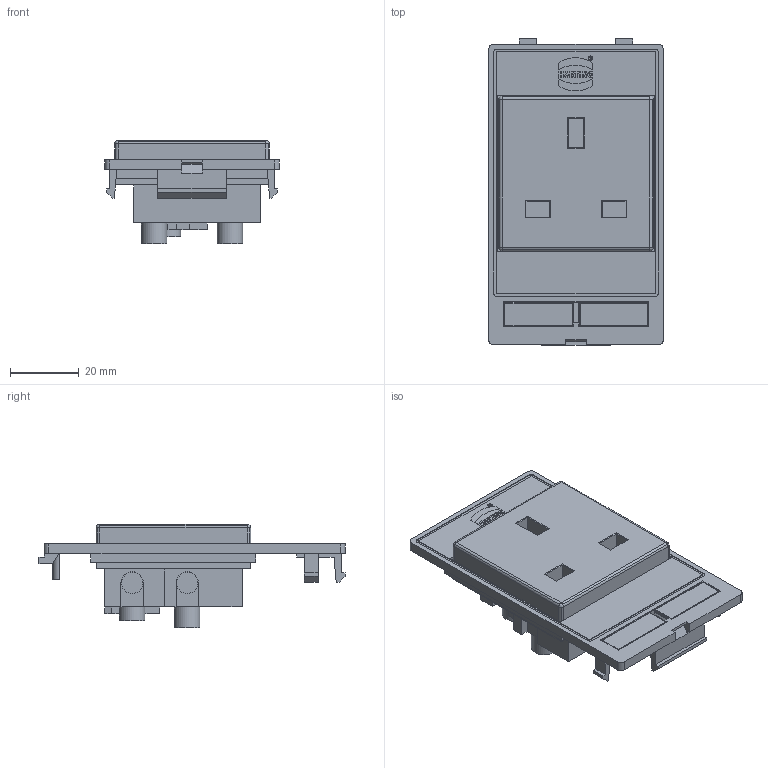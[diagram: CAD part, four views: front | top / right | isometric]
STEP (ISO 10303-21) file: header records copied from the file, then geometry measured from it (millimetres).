
FILE_DESCRIPTION(/* description */ (''),/* implementation_level */ '2;1');
FILE_NAME(/* name */ '100706433ugm000_a.stp',/* time_stamp */ '2017-01-18T10:36:42+01:00',/* author */ (''),/* organization */ (''),/* preprocessor_version */ 'ST-DEVELOPER v16',/* originating_system */ 'SIEMENS PLM Software NX 10.0',/* authorisation */ '');
FILE_SCHEMA (('AUTOMOTIVE_DESIGN { 1 0 10303 214 3 1 1 1 }'));
Length unit declared in the file: millimetre
Products named in the file (1): 100706433ugm000_a
Bounding box: 50.7 x 89 x 30 mm (x, y, z)
Volume: 47237.1 mm3; surface area: 19643 mm2
Topology: 1 solids, 1 shells, 480 faces, 1435 edges, 1046 vertices
Faces by surface type: plane 311, cylinder 113, revolution 36, sphere 20
Full cylindrical faces by diameter (mm): 6 x3, 6.2 x3, 7.4 x3
Entity records: 19129 total; most frequent: CARTESIAN_POINT 2906, DIRECTION 2683, ORIENTED_EDGE 2634, EDGE_CURVE 1317, LINE 1043, VECTOR 1043, VERTEX_POINT 872, AXIS2_PLACEMENT_3D 802
